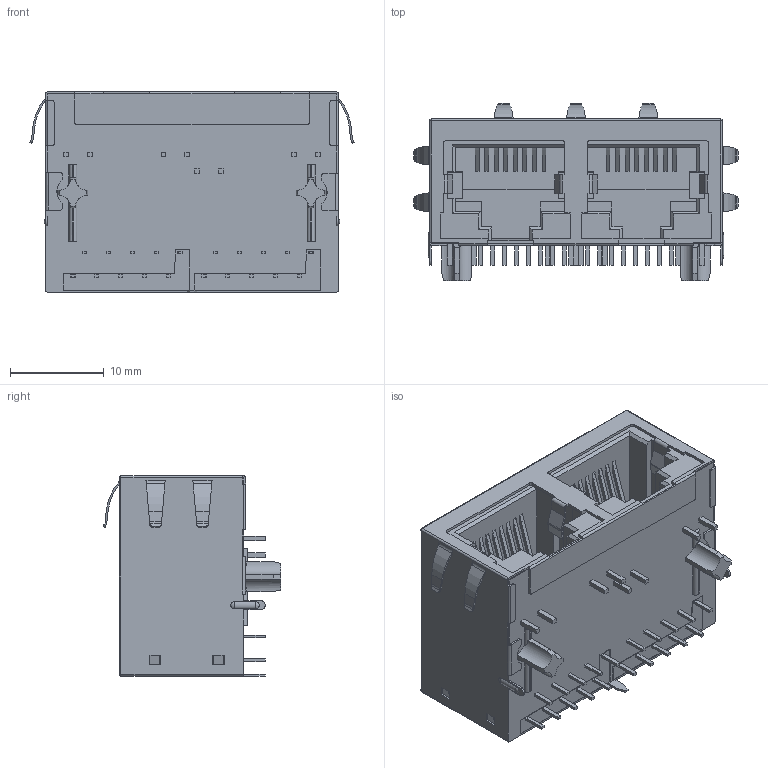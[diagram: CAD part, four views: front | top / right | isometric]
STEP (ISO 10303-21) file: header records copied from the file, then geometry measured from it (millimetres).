
FILE_DESCRIPTION((''),'2;1');
FILE_NAME('C-5-2337994-4','2018-11-27T01:49:27',('workeradm'),('TE Connectivity Ltd.'),'CREO PARAMETRIC BY PTC INC, 2018190','CREO PARAMETRIC BY PTC INC, 2018190','');
FILE_SCHEMA(('AUTOMOTIVE_DESIGN { 1 0 10303 214 1 1 1 1 }'));
Length unit declared in the file: millimetre
Products named in the file (1): C-5-2337994-4
Bounding box: 34.6 x 18.93 x 21.35 mm (x, y, z)
Volume: 6751.7 mm3; surface area: 4399.6 mm2
Topology: 5 solids, 5 shells, 695 faces, 1904 edges, 1254 vertices
Faces by surface type: plane 578, cylinder 109, sphere 6, bspline 2
Entity records: 22350 total; most frequent: CARTESIAN_POINT 4726, ORIENTED_EDGE 3808, DIRECTION 3299, EDGE_CURVE 1904, VECTOR 1655, LINE 1655, VERTEX_POINT 1254, AXIS2_PLACEMENT_3D 822
